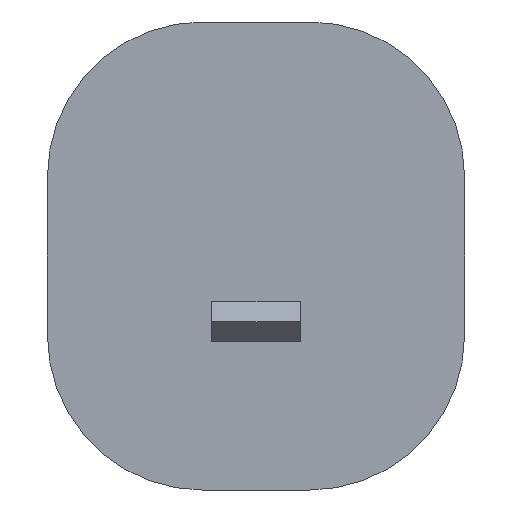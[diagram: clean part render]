
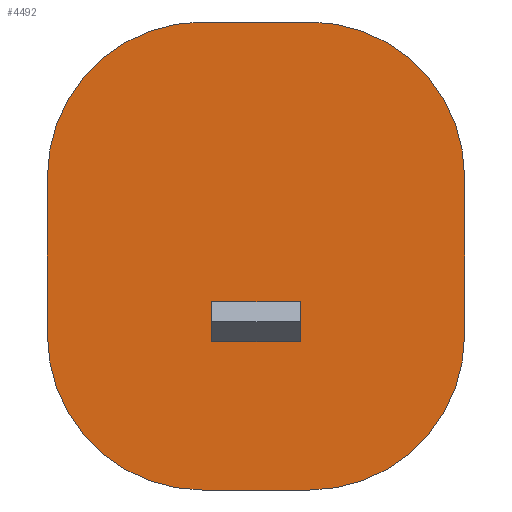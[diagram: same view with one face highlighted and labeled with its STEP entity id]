
A CAD part, front view. The second image highlights one B-rep face of the part: STEP entity #4492.
In plain terms, the highlighted planar face has unit normal (0, -1, 0).
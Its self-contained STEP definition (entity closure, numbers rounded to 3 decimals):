
#203=FACE_BOUND('',#559,.T.);
#207=CIRCLE('',#4797,7.);
#208=CIRCLE('',#4800,7.);
#209=CIRCLE('',#4801,7.);
#210=CIRCLE('',#4802,7.);
#325=FACE_OUTER_BOUND('',#558,.T.);
#558=EDGE_LOOP('',(#3035,#3036,#3037,#3038,#3039,#3040,#3041,#3042));
#559=EDGE_LOOP('',(#3043,#3044,#3045,#3046));
#785=LINE('',#6291,#1357);
#788=LINE('',#6297,#1360);
#789=LINE('',#6300,#1361);
#791=LINE('',#6303,#1363);
#806=LINE('',#6340,#1378);
#809=LINE('',#6346,#1381);
#810=LINE('',#6350,#1382);
#811=LINE('',#6354,#1383);
#1357=VECTOR('',#5101,10.);
#1360=VECTOR('',#5106,10.);
#1361=VECTOR('',#5109,10.);
#1363=VECTOR('',#5113,10.);
#1378=VECTOR('',#5146,10.);
#1381=VECTOR('',#5151,10.);
#1382=VECTOR('',#5154,10.);
#1383=VECTOR('',#5157,10.);
#1927=VERTEX_POINT('',#6286);
#1929=VERTEX_POINT('',#6289);
#1931=VERTEX_POINT('',#6295);
#1932=VERTEX_POINT('',#6299);
#1943=VERTEX_POINT('',#6333);
#1944=VERTEX_POINT('',#6335);
#1945=VERTEX_POINT('',#6339);
#1947=VERTEX_POINT('',#6345);
#1948=VERTEX_POINT('',#6347);
#1949=VERTEX_POINT('',#6349);
#1950=VERTEX_POINT('',#6351);
#1951=VERTEX_POINT('',#6353);
#2349=EDGE_CURVE('',#1927,#1929,#785,.T.);
#2352=EDGE_CURVE('',#1929,#1931,#788,.T.);
#2353=EDGE_CURVE('',#1932,#1927,#789,.T.);
#2355=EDGE_CURVE('',#1931,#1932,#791,.T.);
#2370=EDGE_CURVE('',#1943,#1944,#207,.T.);
#2372=EDGE_CURVE('',#1944,#1945,#806,.T.);
#2375=EDGE_CURVE('',#1947,#1943,#809,.T.);
#2376=EDGE_CURVE('',#1948,#1947,#208,.T.);
#2377=EDGE_CURVE('',#1949,#1948,#810,.T.);
#2378=EDGE_CURVE('',#1950,#1949,#209,.T.);
#2379=EDGE_CURVE('',#1951,#1950,#811,.T.);
#2380=EDGE_CURVE('',#1945,#1951,#210,.T.);
#3035=ORIENTED_EDGE('',*,*,#2370,.F.);
#3036=ORIENTED_EDGE('',*,*,#2375,.F.);
#3037=ORIENTED_EDGE('',*,*,#2376,.F.);
#3038=ORIENTED_EDGE('',*,*,#2377,.F.);
#3039=ORIENTED_EDGE('',*,*,#2378,.F.);
#3040=ORIENTED_EDGE('',*,*,#2379,.F.);
#3041=ORIENTED_EDGE('',*,*,#2380,.F.);
#3042=ORIENTED_EDGE('',*,*,#2372,.F.);
#3043=ORIENTED_EDGE('',*,*,#2349,.T.);
#3044=ORIENTED_EDGE('',*,*,#2352,.T.);
#3045=ORIENTED_EDGE('',*,*,#2355,.T.);
#3046=ORIENTED_EDGE('',*,*,#2353,.T.);
#4295=PLANE('',#4799);
#4492=ADVANCED_FACE('',(#325,#203),#4295,.F.);
#4797=AXIS2_PLACEMENT_3D('',#6336,#5141,#5142);
#4799=AXIS2_PLACEMENT_3D('',#6344,#5149,#5150);
#4800=AXIS2_PLACEMENT_3D('',#6348,#5152,#5153);
#4801=AXIS2_PLACEMENT_3D('',#6352,#5155,#5156);
#4802=AXIS2_PLACEMENT_3D('',#6355,#5158,#5159);
#5101=DIRECTION('',(0.,0.,1.));
#5106=DIRECTION('',(1.,0.,0.));
#5109=DIRECTION('',(-1.,0.,0.));
#5113=DIRECTION('',(0.,0.,-1.));
#5141=DIRECTION('center_axis',(0.,1.,0.));
#5142=DIRECTION('ref_axis',(0.707,0.,0.707));
#5146=DIRECTION('',(0.,0.,-1.));
#5149=DIRECTION('center_axis',(0.,1.,0.));
#5150=DIRECTION('ref_axis',(0.,0.,1.));
#5151=DIRECTION('',(1.,0.,0.));
#5152=DIRECTION('center_axis',(0.,1.,0.));
#5153=DIRECTION('ref_axis',(-0.707,0.,0.707));
#5154=DIRECTION('',(0.,0.,1.));
#5155=DIRECTION('center_axis',(0.,1.,0.));
#5156=DIRECTION('ref_axis',(-0.707,0.,-0.707));
#5157=DIRECTION('',(-1.,0.,0.));
#5158=DIRECTION('center_axis',(0.,1.,0.));
#5159=DIRECTION('ref_axis',(0.707,0.,-0.707));
#6286=CARTESIAN_POINT('',(-2.,0.,-3.875));
#6289=CARTESIAN_POINT('',(-2.,0.,-2.075));
#6291=CARTESIAN_POINT('',(-2.,0.,-1.488));
#6295=CARTESIAN_POINT('',(2.,0.,-2.075));
#6297=CARTESIAN_POINT('',(0.,0.,-2.075));
#6299=CARTESIAN_POINT('',(2.,0.,-3.875));
#6300=CARTESIAN_POINT('',(0.,0.,-3.875));
#6303=CARTESIAN_POINT('',(2.,0.,-1.488));
#6333=CARTESIAN_POINT('',(2.425,0.,10.575));
#6335=CARTESIAN_POINT('',(9.425,0.,3.575));
#6336=CARTESIAN_POINT('Origin',(2.425,0.,3.575));
#6339=CARTESIAN_POINT('',(9.425,0.,-3.575));
#6340=CARTESIAN_POINT('',(9.425,0.,10.575));
#6344=CARTESIAN_POINT('Origin',(0.,0.,0.));
#6345=CARTESIAN_POINT('',(-2.425,0.,10.575));
#6346=CARTESIAN_POINT('',(-9.425,0.,10.575));
#6347=CARTESIAN_POINT('',(-9.425,0.,3.575));
#6348=CARTESIAN_POINT('Origin',(-2.425,0.,3.575));
#6349=CARTESIAN_POINT('',(-9.425,0.,-3.575));
#6350=CARTESIAN_POINT('',(-9.425,0.,-10.575));
#6351=CARTESIAN_POINT('',(-2.425,0.,-10.575));
#6352=CARTESIAN_POINT('Origin',(-2.425,0.,-3.575));
#6353=CARTESIAN_POINT('',(2.425,0.,-10.575));
#6354=CARTESIAN_POINT('',(9.425,0.,-10.575));
#6355=CARTESIAN_POINT('Origin',(2.425,0.,-3.575));
